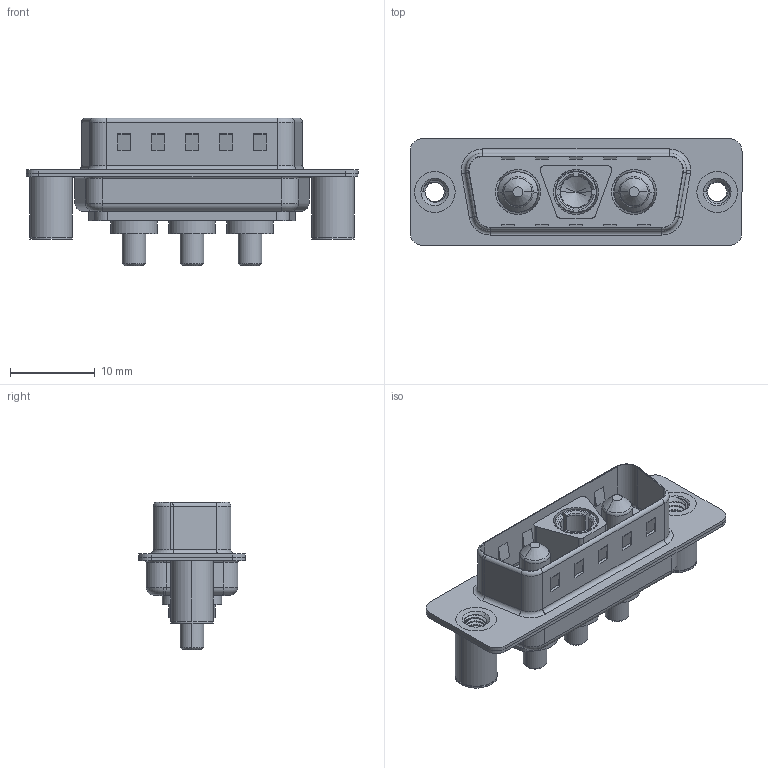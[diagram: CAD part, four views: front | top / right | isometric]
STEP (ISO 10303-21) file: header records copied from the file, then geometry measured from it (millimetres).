
FILE_DESCRIPTION (( 'STEP AP203' ), '1' );
FILE_NAME ('627-3WK3224-2TB.STEP', '2019-05-24T20:52:55', ( '' ), ( '' ), 'SwSTEP 2.0', 'SolidWorks 2016', '' );
FILE_SCHEMA (( 'CONFIG_CONTROL_DESIGN' ));
Length unit declared in the file: millimetre
Products named in the file (8): 627Combo Shell Rear_15 Contacts; 627Combo Shell Front_15 Contacts; 627Combo Threaded Board Spacer_B; Power Socket_20A S; Power Pin_20A S; 627Combo Threaded Board Spacer_3; 627-3WK3224-2TB; 627Combo Housing_3WK3
Assembly tree (8 placements, depth 2):
  627-3WK3224-2TB
    627Combo Housing_3WK3
    627Combo Shell Rear_15 Contacts
    627Combo Shell Front_15 Contacts
    627Combo Threaded Board Spacer_B
    Power Socket_20A S
    Power Pin_20A S  x2
    627Combo Threaded Board Spacer_3
Bounding box: 39.15 x 12.6 x 17.4 mm (x, y, z)
Volume: 2276 mm3; surface area: 5336.3 mm2
Topology: 11 solids, 11 shells, 543 faces, 1348 edges, 846 vertices
Faces by surface type: cylinder 227, plane 193, torus 62, cone 49, bspline 12
Entity records: 19723 total; most frequent: CARTESIAN_POINT 6669, DIRECTION 2612, ORIENTED_EDGE 2538, EDGE_CURVE 1269, AXIS2_PLACEMENT_3D 992, VERTEX_POINT 802, LINE 628, VECTOR 628
